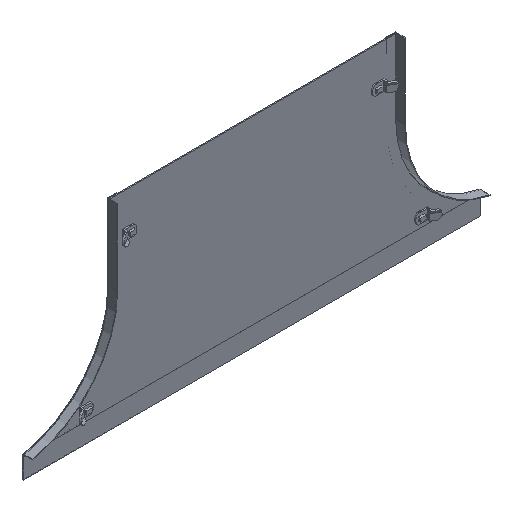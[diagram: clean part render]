
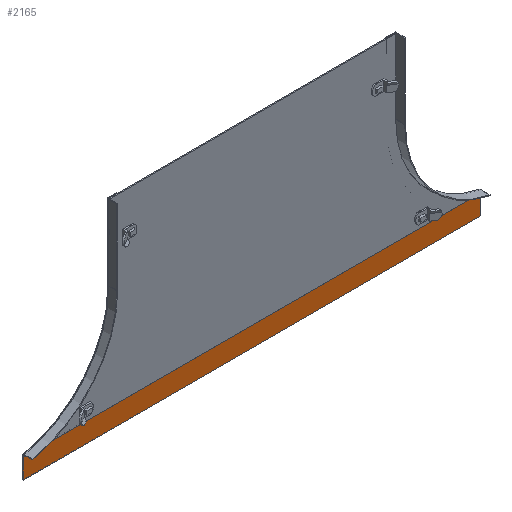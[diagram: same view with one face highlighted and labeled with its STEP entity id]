
A CAD part, isometric view. The second image highlights one B-rep face of the part: STEP entity #2165.
In plain terms, the highlighted planar face has unit normal (0, -1, 0).
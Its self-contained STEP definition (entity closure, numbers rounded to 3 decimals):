
#2 = CARTESIAN_POINT ( 'NONE',  ( -320.5, 0., -254.5 ) ) ;
#28 = DIRECTION ( 'NONE',  ( 0., 0., 1. ) ) ;
#77 = ORIENTED_EDGE ( 'NONE', *, *, #2853, .F. ) ;
#99 = ORIENTED_EDGE ( 'NONE', *, *, #3483, .T. ) ;
#118 = DIRECTION ( 'NONE',  ( 0., -1., 0. ) ) ;
#123 = CARTESIAN_POINT ( 'NONE',  ( 320.5, 0., -254.5 ) ) ;
#302 = LINE ( 'NONE', #535, #1329 ) ;
#304 = EDGE_CURVE ( 'NONE', #2854, #1518, #2204, .T. ) ;
#312 = VERTEX_POINT ( 'NONE', #617 ) ;
#327 = EDGE_CURVE ( 'NONE', #1845, #841, #1628, .T. ) ;
#527 = VECTOR ( 'NONE', #2021, 1000. ) ;
#535 = CARTESIAN_POINT ( 'NONE',  ( 320.5, 0., -282. ) ) ;
#597 = ORIENTED_EDGE ( 'NONE', *, *, #327, .F. ) ;
#617 = CARTESIAN_POINT ( 'NONE',  ( -320.5, 0., -282. ) ) ;
#758 = AXIS2_PLACEMENT_3D ( 'NONE', #2395, #118, #2657 ) ;
#841 = VERTEX_POINT ( 'NONE', #2 ) ;
#887 = FACE_OUTER_BOUND ( 'NONE', #996, .T. ) ;
#933 = LINE ( 'NONE', #1862, #3193 ) ;
#985 = LINE ( 'NONE', #1475, #2813 ) ;
#996 = EDGE_LOOP ( 'NONE', ( #3279, #2167, #99, #597, #2227, #77 ) ) ;
#1154 = CARTESIAN_POINT ( 'NONE',  ( 320.5, 0., -282. ) ) ;
#1185 = DIRECTION ( 'NONE',  ( -1., 0., 0. ) ) ;
#1276 = LINE ( 'NONE', #2056, #527 ) ;
#1329 = VECTOR ( 'NONE', #1388, 1000. ) ;
#1388 = DIRECTION ( 'NONE',  ( -1., 0., 0. ) ) ;
#1475 = CARTESIAN_POINT ( 'NONE',  ( 350., 0., -254.5 ) ) ;
#1518 = VERTEX_POINT ( 'NONE', #123 ) ;
#1628 = LINE ( 'NONE', #1726, #2507 ) ;
#1726 = CARTESIAN_POINT ( 'NONE',  ( -320.5, 0., -104.529 ) ) ;
#1738 = DIRECTION ( 'NONE',  ( 0., 0., 1. ) ) ;
#1824 = PLANE ( 'NONE',  #758 ) ;
#1845 = VERTEX_POINT ( 'NONE', #2963 ) ;
#1862 = CARTESIAN_POINT ( 'NONE',  ( 320.5, 0., -281.529 ) ) ;
#1990 = VERTEX_POINT ( 'NONE', #1154 ) ;
#2021 = DIRECTION ( 'NONE',  ( 0., 0., 1. ) ) ;
#2056 = CARTESIAN_POINT ( 'NONE',  ( -320.5, 0., -281.529 ) ) ;
#2165 = ADVANCED_FACE ( 'NONE', ( #887 ), #1824, .T. ) ;
#2167 = ORIENTED_EDGE ( 'NONE', *, *, #304, .T. ) ;
#2204 = LINE ( 'NONE', #2569, #2417 ) ;
#2227 = ORIENTED_EDGE ( 'NONE', *, *, #3370, .F. ) ;
#2267 = EDGE_CURVE ( 'NONE', #2854, #1990, #933, .T. ) ;
#2395 = CARTESIAN_POINT ( 'NONE',  ( 350., 0., -104.529 ) ) ;
#2417 = VECTOR ( 'NONE', #1738, 1000. ) ;
#2507 = VECTOR ( 'NONE', #28, 1000. ) ;
#2569 = CARTESIAN_POINT ( 'NONE',  ( 320.5, 0., -254.914 ) ) ;
#2646 = DIRECTION ( 'NONE',  ( 0., 0., -1. ) ) ;
#2657 = DIRECTION ( 'NONE',  ( 0., 0., -1. ) ) ;
#2813 = VECTOR ( 'NONE', #1185, 1000. ) ;
#2853 = EDGE_CURVE ( 'NONE', #1990, #312, #302, .T. ) ;
#2854 = VERTEX_POINT ( 'NONE', #3352 ) ;
#2963 = CARTESIAN_POINT ( 'NONE',  ( -320.5, 0., -254.914 ) ) ;
#3193 = VECTOR ( 'NONE', #2646, 1000. ) ;
#3279 = ORIENTED_EDGE ( 'NONE', *, *, #2267, .F. ) ;
#3352 = CARTESIAN_POINT ( 'NONE',  ( 320.5, 0., -254.914 ) ) ;
#3370 = EDGE_CURVE ( 'NONE', #312, #1845, #1276, .T. ) ;
#3483 = EDGE_CURVE ( 'NONE', #1518, #841, #985, .T. ) ;
